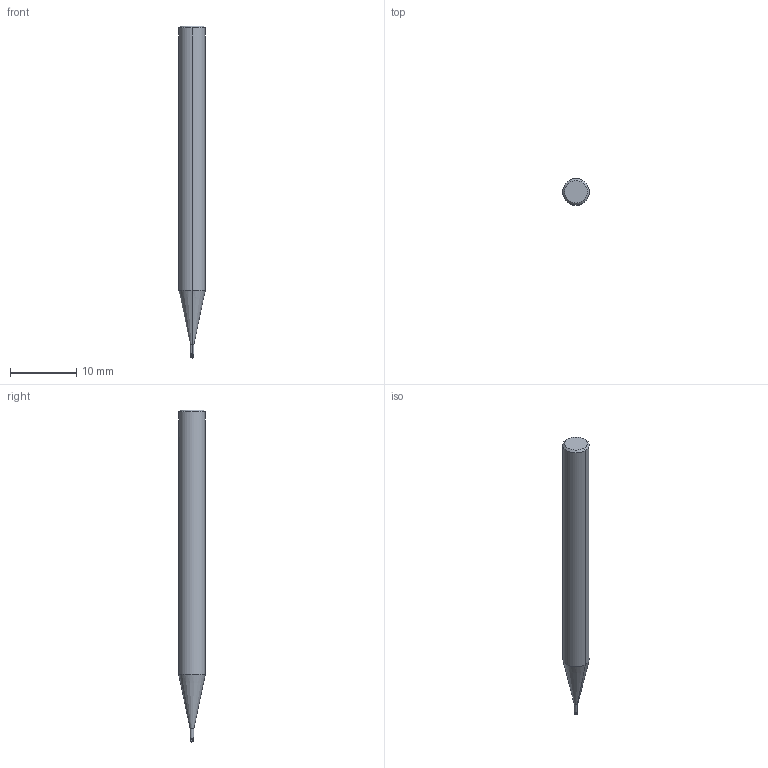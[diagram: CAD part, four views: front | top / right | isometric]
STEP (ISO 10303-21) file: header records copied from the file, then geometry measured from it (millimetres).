
FILE_DESCRIPTION(('no description'),'unknown implementation level');
FILE_NAME('solidvXCn37Mhao5x3DSvOXehz2DmCSU_1.STP',' ',('CIM GmbH Aachen'),('CADClick - KiM GmbH - www.kimweb.de'),'unknown preprocess','ACIS','unknown authorization');
FILE_SCHEMA(('automotive_design'));
Length unit declared in the file: millimetre
Products named in the file (2): 1; 2
Bounding box: 4 x 4 x 50 mm (x, y, z)
Volume: 539.7 mm3; surface area: 574.9 mm2
Topology: 2 solids, 2 shells, 71 faces, 197 edges, 129 vertices
Faces by surface type: plane 17, bspline 12, cylinder 11, cone 11, sphere 11, revolution 9
Entity records: 6504 total; most frequent: CARTESIAN_POINT 2584, STYLED_ITEM 398, PRESENTATION_STYLE_ASSIGNMENT 398, COLOUR_RGB 398, ORIENTED_EDGE 392, DIRECTION 296, EDGE_CURVE 196, CURVE_STYLE 196
